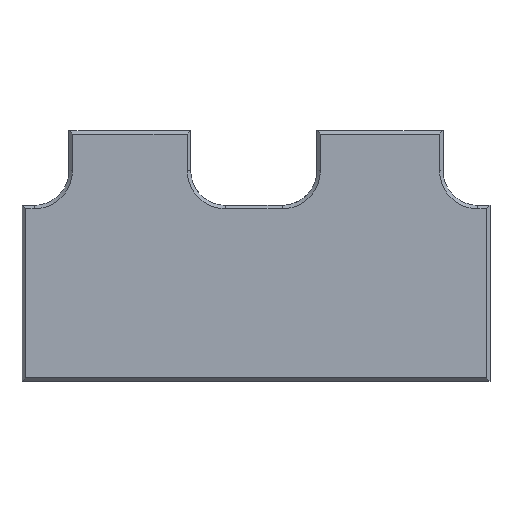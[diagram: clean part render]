
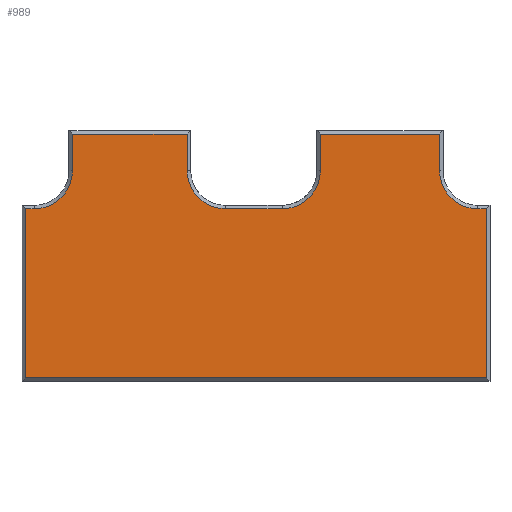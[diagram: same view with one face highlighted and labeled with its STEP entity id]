
A CAD part, top view. The second image highlights one B-rep face of the part: STEP entity #989.
In plain terms, the highlighted planar face has unit normal (0, 0, 1).
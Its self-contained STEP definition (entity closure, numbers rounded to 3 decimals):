
#17 = LINE ( 'NONE', #992, #503 ) ;
#20 = ORIENTED_EDGE ( 'NONE', *, *, #704, .T. ) ;
#32 = CARTESIAN_POINT ( 'NONE',  ( 77.295, 90.503, 0. ) ) ;
#45 = FACE_OUTER_BOUND ( 'NONE', #216, .T. ) ;
#57 = EDGE_CURVE ( 'NONE', #1284, #423, #571, .T. ) ;
#66 = CARTESIAN_POINT ( 'NONE',  ( 60.754, 87.203, 0. ) ) ;
#68 = CARTESIAN_POINT ( 'NONE',  ( 85.517, 93.68, 0. ) ) ;
#81 = CARTESIAN_POINT ( 'NONE',  ( 64.054, 90.503, 0. ) ) ;
#85 = DIRECTION ( 'NONE',  ( -1., 0., 0. ) ) ;
#91 = EDGE_CURVE ( 'NONE', #471, #689, #771, .T. ) ;
#93 = CARTESIAN_POINT ( 'NONE',  ( 59.99, 72.263, 0. ) ) ;
#107 = VECTOR ( 'NONE', #1278, 1000. ) ;
#110 = EDGE_CURVE ( 'NONE', #689, #1174, #306, .T. ) ;
#131 = DIRECTION ( 'NONE',  ( 0., 0., -1. ) ) ;
#142 = DIRECTION ( 'NONE',  ( -1., 0., 0. ) ) ;
#170 = DIRECTION ( 'NONE',  ( -1., 0., 0. ) ) ;
#187 = AXIS2_PLACEMENT_3D ( 'NONE', #531, #355, #926 ) ;
#195 = EDGE_CURVE ( 'NONE', #423, #471, #1205, .T. ) ;
#213 = EDGE_CURVE ( 'NONE', #740, #900, #1079, .T. ) ;
#216 = EDGE_LOOP ( 'NONE', ( #20, #1060, #426, #549, #928, #418, #1249, #441, #380, #544, #478, #749, #446, #391, #975, #438 ) ) ;
#230 = DIRECTION ( 'NONE',  ( 0., 0., -1. ) ) ;
#237 = DIRECTION ( 'NONE',  ( -1., 0., 0. ) ) ;
#249 = VERTEX_POINT ( 'NONE', #847 ) ;
#272 = VECTOR ( 'NONE', #592, 1000. ) ;
#304 = VERTEX_POINT ( 'NONE', #66 ) ;
#306 = LINE ( 'NONE', #586, #272 ) ;
#319 = DIRECTION ( 'NONE',  ( 1., 0., 0. ) ) ;
#331 = LINE ( 'NONE', #1133, #1061 ) ;
#345 = CARTESIAN_POINT ( 'NONE',  ( 99.139, 90.503, 0. ) ) ;
#355 = DIRECTION ( 'NONE',  ( 0., 0., -1. ) ) ;
#380 = ORIENTED_EDGE ( 'NONE', *, *, #865, .T. ) ;
#391 = ORIENTED_EDGE ( 'NONE', *, *, #1216, .T. ) ;
#408 = DIRECTION ( 'NONE',  ( 0., -1., 0. ) ) ;
#418 = ORIENTED_EDGE ( 'NONE', *, *, #195, .T. ) ;
#420 = CARTESIAN_POINT ( 'NONE',  ( 100.203, 72.563, 0. ) ) ;
#423 = VERTEX_POINT ( 'NONE', #615 ) ;
#426 = ORIENTED_EDGE ( 'NONE', *, *, #793, .T. ) ;
#438 = ORIENTED_EDGE ( 'NONE', *, *, #597, .T. ) ;
#441 = ORIENTED_EDGE ( 'NONE', *, *, #110, .T. ) ;
#446 = ORIENTED_EDGE ( 'NONE', *, *, #962, .T. ) ;
#454 = CARTESIAN_POINT ( 'NONE',  ( 99.903, 72.563, 0. ) ) ;
#455 = AXIS2_PLACEMENT_3D ( 'NONE', #743, #131, #643 ) ;
#462 = CARTESIAN_POINT ( 'NONE',  ( 95.839, 93.68, 0. ) ) ;
#471 = VERTEX_POINT ( 'NONE', #798 ) ;
#478 = ORIENTED_EDGE ( 'NONE', *, *, #825, .T. ) ;
#488 = VERTEX_POINT ( 'NONE', #1006 ) ;
#499 = DIRECTION ( 'NONE',  ( -1., 0., 0. ) ) ;
#503 = VECTOR ( 'NONE', #408, 1000. ) ;
#524 = CARTESIAN_POINT ( 'NONE',  ( 77.295, 87.203, 0. ) ) ;
#528 = CARTESIAN_POINT ( 'NONE',  ( 73.995, 93.68, 0. ) ) ;
#531 = CARTESIAN_POINT ( 'NONE',  ( 0., 0., 0. ) ) ;
#544 = ORIENTED_EDGE ( 'NONE', *, *, #213, .T. ) ;
#549 = ORIENTED_EDGE ( 'NONE', *, *, #1111, .T. ) ;
#552 = DIRECTION ( 'NONE',  ( -1., 0., 0. ) ) ;
#571 = LINE ( 'NONE', #994, #1170 ) ;
#575 = AXIS2_PLACEMENT_3D ( 'NONE', #1049, #954, #237 ) ;
#584 = CARTESIAN_POINT ( 'NONE',  ( 95.839, 93.98, 0. ) ) ;
#586 = CARTESIAN_POINT ( 'NONE',  ( 85.217, 93.68, 0. ) ) ;
#588 = LINE ( 'NONE', #81, #1039 ) ;
#592 = DIRECTION ( 'NONE',  ( -1., 0., 0. ) ) ;
#594 = DIRECTION ( 'NONE',  ( -1., 0., 0. ) ) ;
#597 = EDGE_CURVE ( 'NONE', #983, #304, #601, .T. ) ;
#601 = CIRCLE ( 'NONE', #455, 3.3 ) ;
#615 = CARTESIAN_POINT ( 'NONE',  ( 99.139, 87.203, 0. ) ) ;
#643 = DIRECTION ( 'NONE',  ( -1., 0., 0. ) ) ;
#651 = VECTOR ( 'NONE', #810, 1000. ) ;
#675 = CARTESIAN_POINT ( 'NONE',  ( 63.754, 93.68, 0. ) ) ;
#678 = CARTESIAN_POINT ( 'NONE',  ( 85.517, 90.503, 0. ) ) ;
#689 = VERTEX_POINT ( 'NONE', #462 ) ;
#694 = EDGE_CURVE ( 'NONE', #1131, #983, #588, .T. ) ;
#696 = VECTOR ( 'NONE', #85, 1000. ) ;
#704 = EDGE_CURVE ( 'NONE', #304, #862, #762, .T. ) ;
#709 = CARTESIAN_POINT ( 'NONE',  ( 99.903, 87.203, 0. ) ) ;
#730 = PLANE ( 'NONE',  #187 ) ;
#733 = DIRECTION ( 'NONE',  ( 0., 0., -1. ) ) ;
#740 = VERTEX_POINT ( 'NONE', #678 ) ;
#743 = CARTESIAN_POINT ( 'NONE',  ( 60.754, 90.503, 0. ) ) ;
#746 = LINE ( 'NONE', #1270, #1053 ) ;
#749 = ORIENTED_EDGE ( 'NONE', *, *, #1013, .T. ) ;
#762 = LINE ( 'NONE', #1160, #1208 ) ;
#771 = LINE ( 'NONE', #584, #107 ) ;
#793 = EDGE_CURVE ( 'NONE', #1136, #1067, #1110, .T. ) ;
#798 = CARTESIAN_POINT ( 'NONE',  ( 95.839, 90.503, 0. ) ) ;
#810 = DIRECTION ( 'NONE',  ( 0., -1., 0. ) ) ;
#825 = EDGE_CURVE ( 'NONE', #900, #249, #1102, .T. ) ;
#847 = CARTESIAN_POINT ( 'NONE',  ( 77.295, 87.203, 0. ) ) ;
#857 = DIRECTION ( 'NONE',  ( 0., 1., 0. ) ) ;
#862 = VERTEX_POINT ( 'NONE', #1221 ) ;
#865 = EDGE_CURVE ( 'NONE', #1174, #740, #17, .T. ) ;
#878 = LINE ( 'NONE', #675, #696 ) ;
#900 = VERTEX_POINT ( 'NONE', #1005 ) ;
#926 = DIRECTION ( 'NONE',  ( -1., 0., 0. ) ) ;
#928 = ORIENTED_EDGE ( 'NONE', *, *, #57, .T. ) ;
#938 = VERTEX_POINT ( 'NONE', #528 ) ;
#954 = DIRECTION ( 'NONE',  ( 0., 0., -1. ) ) ;
#962 = EDGE_CURVE ( 'NONE', #488, #938, #331, .T. ) ;
#975 = ORIENTED_EDGE ( 'NONE', *, *, #694, .T. ) ;
#983 = VERTEX_POINT ( 'NONE', #1041 ) ;
#989 = ADVANCED_FACE ( 'NONE', ( #45 ), #730, .F. ) ;
#992 = CARTESIAN_POINT ( 'NONE',  ( 85.517, 90.503, 0. ) ) ;
#994 = CARTESIAN_POINT ( 'NONE',  ( 99.139, 87.203, 0. ) ) ;
#1005 = CARTESIAN_POINT ( 'NONE',  ( 82.217, 87.203, 0. ) ) ;
#1006 = CARTESIAN_POINT ( 'NONE',  ( 73.995, 90.503, 0. ) ) ;
#1013 = EDGE_CURVE ( 'NONE', #249, #488, #1194, .T. ) ;
#1039 = VECTOR ( 'NONE', #1069, 1000. ) ;
#1041 = CARTESIAN_POINT ( 'NONE',  ( 64.054, 90.503, 0. ) ) ;
#1047 = DIRECTION ( 'NONE',  ( 0., 1., 0. ) ) ;
#1049 = CARTESIAN_POINT ( 'NONE',  ( 82.217, 90.503, 0. ) ) ;
#1051 = CARTESIAN_POINT ( 'NONE',  ( 59.99, 72.563, 0. ) ) ;
#1053 = VECTOR ( 'NONE', #857, 1000. ) ;
#1060 = ORIENTED_EDGE ( 'NONE', *, *, #1236, .T. ) ;
#1061 = VECTOR ( 'NONE', #1047, 1000. ) ;
#1067 = VERTEX_POINT ( 'NONE', #454 ) ;
#1069 = DIRECTION ( 'NONE',  ( 0., -1., 0. ) ) ;
#1079 = CIRCLE ( 'NONE', #575, 3.3 ) ;
#1086 = VECTOR ( 'NONE', #319, 1000. ) ;
#1102 = LINE ( 'NONE', #524, #1168 ) ;
#1109 = LINE ( 'NONE', #93, #651 ) ;
#1110 = LINE ( 'NONE', #420, #1086 ) ;
#1111 = EDGE_CURVE ( 'NONE', #1067, #1284, #746, .T. ) ;
#1131 = VERTEX_POINT ( 'NONE', #1258 ) ;
#1133 = CARTESIAN_POINT ( 'NONE',  ( 73.995, 93.98, 0. ) ) ;
#1136 = VERTEX_POINT ( 'NONE', #1051 ) ;
#1141 = AXIS2_PLACEMENT_3D ( 'NONE', #345, #733, #552 ) ;
#1160 = CARTESIAN_POINT ( 'NONE',  ( 59.69, 87.203, 0. ) ) ;
#1168 = VECTOR ( 'NONE', #594, 1000. ) ;
#1170 = VECTOR ( 'NONE', #499, 1000. ) ;
#1174 = VERTEX_POINT ( 'NONE', #68 ) ;
#1194 = CIRCLE ( 'NONE', #1213, 3.3 ) ;
#1205 = CIRCLE ( 'NONE', #1141, 3.3 ) ;
#1208 = VECTOR ( 'NONE', #170, 1000. ) ;
#1213 = AXIS2_PLACEMENT_3D ( 'NONE', #32, #230, #142 ) ;
#1216 = EDGE_CURVE ( 'NONE', #938, #1131, #878, .T. ) ;
#1221 = CARTESIAN_POINT ( 'NONE',  ( 59.99, 87.203, 0. ) ) ;
#1236 = EDGE_CURVE ( 'NONE', #862, #1136, #1109, .T. ) ;
#1249 = ORIENTED_EDGE ( 'NONE', *, *, #91, .T. ) ;
#1258 = CARTESIAN_POINT ( 'NONE',  ( 64.054, 93.68, 0. ) ) ;
#1270 = CARTESIAN_POINT ( 'NONE',  ( 99.903, 87.503, 0. ) ) ;
#1278 = DIRECTION ( 'NONE',  ( 0., 1., 0. ) ) ;
#1284 = VERTEX_POINT ( 'NONE', #709 ) ;
